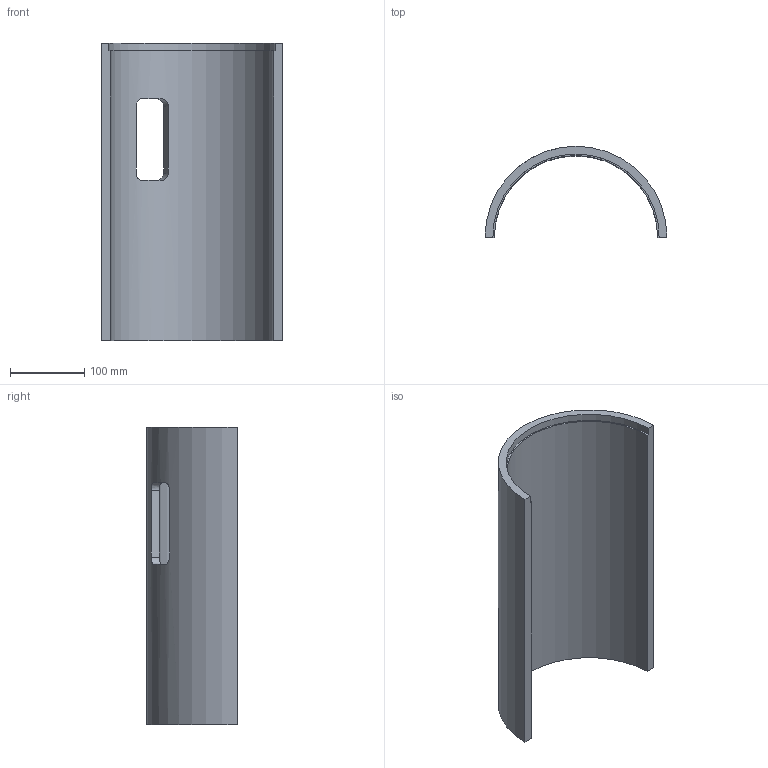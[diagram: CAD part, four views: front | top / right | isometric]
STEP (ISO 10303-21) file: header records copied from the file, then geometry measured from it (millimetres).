
FILE_DESCRIPTION(('CoCreate Modeling STEP Export'),'2;1');
FILE_NAME('m60.stp','2011-05-24T12:39:13',(''),(''),'CoCreate Modeling STEP processor for AP214 (Solid Model)','CoCreate Modeling 18.0P1120 20-Nov-2010 (C) Parametric Technology GmbH','');
FILE_SCHEMA(('AUTOMOTIVE_DESIGN { 1 0 10303 214 1 1 1 1 }'));
Length unit declared in the file: millimetre
Products named in the file (1): BODY_264____SOL1266_-_WSP__MAST.PRT
Bounding box: 245 x 122.5 x 400 mm (x, y, z)
Volume: 1750878 mm3; surface area: 304264.5 mm2
Topology: 1 solids, 1 shells, 16 faces, 42 edges, 28 vertices
Faces by surface type: plane 9, cylinder 7
Entity records: 570 total; most frequent: CARTESIAN_POINT 151, ORIENTED_EDGE 84, DIRECTION 78, EDGE_CURVE 42, VERTEX_POINT 28, AXIS2_PLACEMENT_3D 27, VECTOR 24, LINE 24
